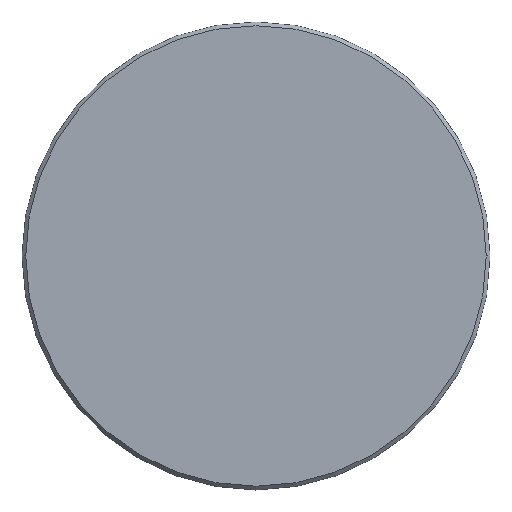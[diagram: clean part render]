
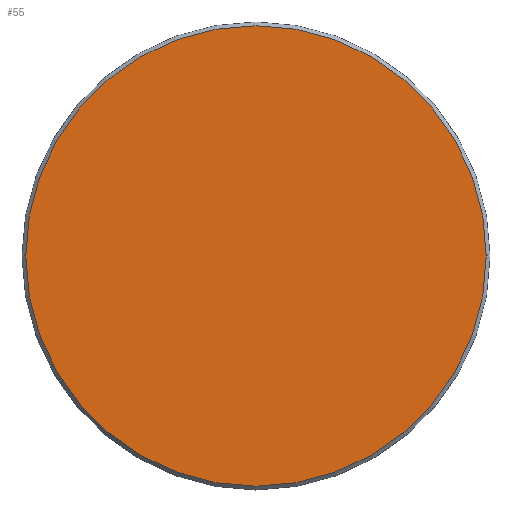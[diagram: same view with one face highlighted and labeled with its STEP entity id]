
A CAD part, top view. The second image highlights one B-rep face of the part: STEP entity #55.
In plain terms, the highlighted planar face has unit normal (0, 0, 1).
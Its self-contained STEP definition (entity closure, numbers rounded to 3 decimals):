
#15 = FACE_OUTER_BOUND ( 'NONE', #98, .T. ) ;
#17 = DIRECTION ( 'NONE',  ( 0., 0., 1. ) ) ;
#30 = CARTESIAN_POINT ( 'NONE',  ( -12.3, 0., 1. ) ) ;
#31 = EDGE_CURVE ( 'NONE', #173, #154, #169, .T. ) ;
#42 = DIRECTION ( 'NONE',  ( 0., 0., 1. ) ) ;
#55 = ADVANCED_FACE ( 'NONE', ( #15 ), #177, .T. ) ;
#57 = AXIS2_PLACEMENT_3D ( 'NONE', #211, #42, #83 ) ;
#67 = DIRECTION ( 'NONE',  ( 1., 0., 0. ) ) ;
#70 = CARTESIAN_POINT ( 'NONE',  ( 0., 0., 1. ) ) ;
#71 = CIRCLE ( 'NONE', #196, 12.3 ) ;
#83 = DIRECTION ( 'NONE',  ( 1., 0., 0. ) ) ;
#88 = DIRECTION ( 'NONE',  ( 0., 0., 1. ) ) ;
#95 = ORIENTED_EDGE ( 'NONE', *, *, #31, .T. ) ;
#98 = EDGE_LOOP ( 'NONE', ( #95, #185 ) ) ;
#119 = EDGE_CURVE ( 'NONE', #154, #173, #71, .T. ) ;
#125 = CARTESIAN_POINT ( 'NONE',  ( 12.3, 0., 1. ) ) ;
#154 = VERTEX_POINT ( 'NONE', #125 ) ;
#169 = CIRCLE ( 'NONE', #57, 12.3 ) ;
#173 = VERTEX_POINT ( 'NONE', #30 ) ;
#177 = PLANE ( 'NONE',  #180 ) ;
#178 = DIRECTION ( 'NONE',  ( 1., 0., 0. ) ) ;
#180 = AXIS2_PLACEMENT_3D ( 'NONE', #181, #17, #178 ) ;
#181 = CARTESIAN_POINT ( 'NONE',  ( 0., 0., 1. ) ) ;
#185 = ORIENTED_EDGE ( 'NONE', *, *, #119, .T. ) ;
#196 = AXIS2_PLACEMENT_3D ( 'NONE', #70, #88, #67 ) ;
#211 = CARTESIAN_POINT ( 'NONE',  ( 0., 0., 1. ) ) ;
